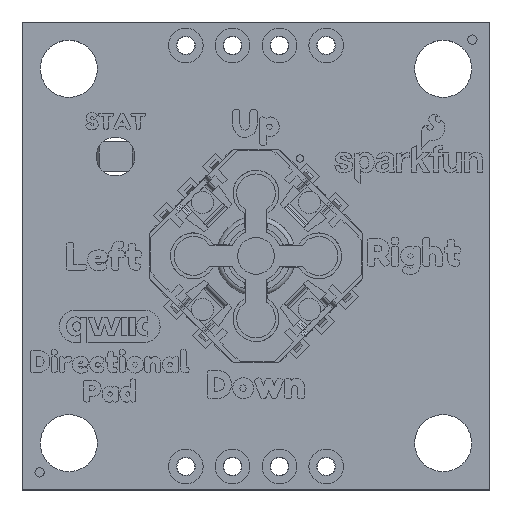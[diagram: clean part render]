
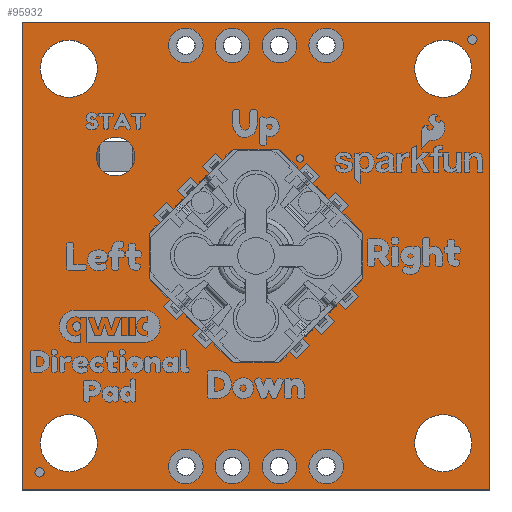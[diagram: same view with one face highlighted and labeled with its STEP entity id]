
A CAD part, top view. The second image highlights one B-rep face of the part: STEP entity #95932.
In plain terms, the highlighted planar face has unit normal (0, 0, 1).
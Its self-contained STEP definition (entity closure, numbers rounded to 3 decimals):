
#95677 = VERTEX_POINT('',#95678);
#95678 = CARTESIAN_POINT('',(25.4,0.,1.51));
#95684 = EDGE_CURVE('',#95677,#95685,#95687,.T.);
#95685 = VERTEX_POINT('',#95686);
#95686 = CARTESIAN_POINT('',(0.,0.,1.51));
#95687 = LINE('',#95688,#95689);
#95688 = CARTESIAN_POINT('',(25.4,0.,1.51));
#95689 = VECTOR('',#95690,1.);
#95690 = DIRECTION('',(-1.,0.,0.));
#95717 = VERTEX_POINT('',#95718);
#95718 = CARTESIAN_POINT('',(25.4,25.4,1.51));
#95724 = EDGE_CURVE('',#95717,#95677,#95725,.T.);
#95725 = LINE('',#95726,#95727);
#95726 = CARTESIAN_POINT('',(25.4,25.4,1.51));
#95727 = VECTOR('',#95728,1.);
#95728 = DIRECTION('',(0.,-1.,0.));
#95746 = EDGE_CURVE('',#95685,#95747,#95749,.T.);
#95747 = VERTEX_POINT('',#95748);
#95748 = CARTESIAN_POINT('',(0.,25.4,1.51));
#95749 = LINE('',#95750,#95751);
#95750 = CARTESIAN_POINT('',(0.,0.,1.51));
#95751 = VECTOR('',#95752,1.);
#95752 = DIRECTION('',(0.,1.,0.));
#95932 = ADVANCED_FACE('',(#95933,#95944,#95955,#95966,#95977,#95988,
    #95999,#96010,#96021,#96032,#96043,#96054,#96065,#96076),#96087,.T.
  );
#95933 = FACE_BOUND('',#95934,.T.);
#95934 = EDGE_LOOP('',(#95935,#95936,#95937,#95943));
#95935 = ORIENTED_EDGE('',*,*,#95684,.F.);
#95936 = ORIENTED_EDGE('',*,*,#95724,.F.);
#95937 = ORIENTED_EDGE('',*,*,#95938,.F.);
#95938 = EDGE_CURVE('',#95747,#95717,#95939,.T.);
#95939 = LINE('',#95940,#95941);
#95940 = CARTESIAN_POINT('',(0.,25.4,1.51));
#95941 = VECTOR('',#95942,1.);
#95942 = DIRECTION('',(1.,0.,0.));
#95943 = ORIENTED_EDGE('',*,*,#95746,.F.);
#95944 = FACE_BOUND('',#95945,.T.);
#95945 = EDGE_LOOP('',(#95946));
#95946 = ORIENTED_EDGE('',*,*,#95947,.T.);
#95947 = EDGE_CURVE('',#95948,#95948,#95950,.T.);
#95948 = VERTEX_POINT('',#95949);
#95949 = CARTESIAN_POINT('',(2.54,0.99,1.51));
#95950 = CIRCLE('',#95951,1.55);
#95951 = AXIS2_PLACEMENT_3D('',#95952,#95953,#95954);
#95952 = CARTESIAN_POINT('',(2.54,2.54,1.51));
#95953 = DIRECTION('',(-0.,0.,-1.));
#95954 = DIRECTION('',(-0.,-1.,0.));
#95955 = FACE_BOUND('',#95956,.T.);
#95956 = EDGE_LOOP('',(#95957));
#95957 = ORIENTED_EDGE('',*,*,#95958,.T.);
#95958 = EDGE_CURVE('',#95959,#95959,#95961,.T.);
#95959 = VERTEX_POINT('',#95960);
#95960 = CARTESIAN_POINT('',(8.89,0.762,1.51));
#95961 = CIRCLE('',#95962,0.508);
#95962 = AXIS2_PLACEMENT_3D('',#95963,#95964,#95965);
#95963 = CARTESIAN_POINT('',(8.89,1.27,1.51));
#95964 = DIRECTION('',(-0.,0.,-1.));
#95965 = DIRECTION('',(-0.,-1.,0.));
#95966 = FACE_BOUND('',#95967,.T.);
#95967 = EDGE_LOOP('',(#95968));
#95968 = ORIENTED_EDGE('',*,*,#95969,.T.);
#95969 = EDGE_CURVE('',#95970,#95970,#95972,.T.);
#95970 = VERTEX_POINT('',#95971);
#95971 = CARTESIAN_POINT('',(11.43,0.762,1.51));
#95972 = CIRCLE('',#95973,0.508);
#95973 = AXIS2_PLACEMENT_3D('',#95974,#95975,#95976);
#95974 = CARTESIAN_POINT('',(11.43,1.27,1.51));
#95975 = DIRECTION('',(-0.,0.,-1.));
#95976 = DIRECTION('',(-0.,-1.,0.));
#95977 = FACE_BOUND('',#95978,.T.);
#95978 = EDGE_LOOP('',(#95979));
#95979 = ORIENTED_EDGE('',*,*,#95980,.T.);
#95980 = EDGE_CURVE('',#95981,#95981,#95983,.T.);
#95981 = VERTEX_POINT('',#95982);
#95982 = CARTESIAN_POINT('',(13.97,0.762,1.51));
#95983 = CIRCLE('',#95984,0.508);
#95984 = AXIS2_PLACEMENT_3D('',#95985,#95986,#95987);
#95985 = CARTESIAN_POINT('',(13.97,1.27,1.51));
#95986 = DIRECTION('',(-0.,0.,-1.));
#95987 = DIRECTION('',(0.,-1.,-0.));
#95988 = FACE_BOUND('',#95989,.T.);
#95989 = EDGE_LOOP('',(#95990));
#95990 = ORIENTED_EDGE('',*,*,#95991,.T.);
#95991 = EDGE_CURVE('',#95992,#95992,#95994,.T.);
#95992 = VERTEX_POINT('',#95993);
#95993 = CARTESIAN_POINT('',(16.51,0.762,1.51));
#95994 = CIRCLE('',#95995,0.508);
#95995 = AXIS2_PLACEMENT_3D('',#95996,#95997,#95998);
#95996 = CARTESIAN_POINT('',(16.51,1.27,1.51));
#95997 = DIRECTION('',(-0.,0.,-1.));
#95998 = DIRECTION('',(0.,-1.,-0.));
#95999 = FACE_BOUND('',#96000,.T.);
#96000 = EDGE_LOOP('',(#96001));
#96001 = ORIENTED_EDGE('',*,*,#96002,.T.);
#96002 = EDGE_CURVE('',#96003,#96003,#96005,.T.);
#96003 = VERTEX_POINT('',#96004);
#96004 = CARTESIAN_POINT('',(22.86,0.99,1.51));
#96005 = CIRCLE('',#96006,1.55);
#96006 = AXIS2_PLACEMENT_3D('',#96007,#96008,#96009);
#96007 = CARTESIAN_POINT('',(22.86,2.54,1.51));
#96008 = DIRECTION('',(-0.,0.,-1.));
#96009 = DIRECTION('',(-0.,-1.,0.));
#96010 = FACE_BOUND('',#96011,.T.);
#96011 = EDGE_LOOP('',(#96012));
#96012 = ORIENTED_EDGE('',*,*,#96013,.T.);
#96013 = EDGE_CURVE('',#96014,#96014,#96016,.T.);
#96014 = VERTEX_POINT('',#96015);
#96015 = CARTESIAN_POINT('',(5.08,17.048,1.51));
#96016 = CIRCLE('',#96017,1.05);
#96017 = AXIS2_PLACEMENT_3D('',#96018,#96019,#96020);
#96018 = CARTESIAN_POINT('',(5.08,18.098,1.51));
#96019 = DIRECTION('',(-0.,0.,-1.));
#96020 = DIRECTION('',(-0.,-1.,0.));
#96021 = FACE_BOUND('',#96022,.T.);
#96022 = EDGE_LOOP('',(#96023));
#96023 = ORIENTED_EDGE('',*,*,#96024,.T.);
#96024 = EDGE_CURVE('',#96025,#96025,#96027,.T.);
#96025 = VERTEX_POINT('',#96026);
#96026 = CARTESIAN_POINT('',(2.54,21.31,1.51));
#96027 = CIRCLE('',#96028,1.55);
#96028 = AXIS2_PLACEMENT_3D('',#96029,#96030,#96031);
#96029 = CARTESIAN_POINT('',(2.54,22.86,1.51));
#96030 = DIRECTION('',(-0.,0.,-1.));
#96031 = DIRECTION('',(-0.,-1.,0.));
#96032 = FACE_BOUND('',#96033,.T.);
#96033 = EDGE_LOOP('',(#96034));
#96034 = ORIENTED_EDGE('',*,*,#96035,.T.);
#96035 = EDGE_CURVE('',#96036,#96036,#96038,.T.);
#96036 = VERTEX_POINT('',#96037);
#96037 = CARTESIAN_POINT('',(8.89,23.622,1.51));
#96038 = CIRCLE('',#96039,0.508);
#96039 = AXIS2_PLACEMENT_3D('',#96040,#96041,#96042);
#96040 = CARTESIAN_POINT('',(8.89,24.13,1.51));
#96041 = DIRECTION('',(-0.,0.,-1.));
#96042 = DIRECTION('',(-0.,-1.,0.));
#96043 = FACE_BOUND('',#96044,.T.);
#96044 = EDGE_LOOP('',(#96045));
#96045 = ORIENTED_EDGE('',*,*,#96046,.T.);
#96046 = EDGE_CURVE('',#96047,#96047,#96049,.T.);
#96047 = VERTEX_POINT('',#96048);
#96048 = CARTESIAN_POINT('',(11.43,23.622,1.51));
#96049 = CIRCLE('',#96050,0.508);
#96050 = AXIS2_PLACEMENT_3D('',#96051,#96052,#96053);
#96051 = CARTESIAN_POINT('',(11.43,24.13,1.51));
#96052 = DIRECTION('',(-0.,0.,-1.));
#96053 = DIRECTION('',(-0.,-1.,0.));
#96054 = FACE_BOUND('',#96055,.T.);
#96055 = EDGE_LOOP('',(#96056));
#96056 = ORIENTED_EDGE('',*,*,#96057,.T.);
#96057 = EDGE_CURVE('',#96058,#96058,#96060,.T.);
#96058 = VERTEX_POINT('',#96059);
#96059 = CARTESIAN_POINT('',(13.97,23.622,1.51));
#96060 = CIRCLE('',#96061,0.508);
#96061 = AXIS2_PLACEMENT_3D('',#96062,#96063,#96064);
#96062 = CARTESIAN_POINT('',(13.97,24.13,1.51));
#96063 = DIRECTION('',(-0.,0.,-1.));
#96064 = DIRECTION('',(0.,-1.,-0.));
#96065 = FACE_BOUND('',#96066,.T.);
#96066 = EDGE_LOOP('',(#96067));
#96067 = ORIENTED_EDGE('',*,*,#96068,.T.);
#96068 = EDGE_CURVE('',#96069,#96069,#96071,.T.);
#96069 = VERTEX_POINT('',#96070);
#96070 = CARTESIAN_POINT('',(16.51,23.622,1.51));
#96071 = CIRCLE('',#96072,0.508);
#96072 = AXIS2_PLACEMENT_3D('',#96073,#96074,#96075);
#96073 = CARTESIAN_POINT('',(16.51,24.13,1.51));
#96074 = DIRECTION('',(-0.,0.,-1.));
#96075 = DIRECTION('',(0.,-1.,-0.));
#96076 = FACE_BOUND('',#96077,.T.);
#96077 = EDGE_LOOP('',(#96078));
#96078 = ORIENTED_EDGE('',*,*,#96079,.T.);
#96079 = EDGE_CURVE('',#96080,#96080,#96082,.T.);
#96080 = VERTEX_POINT('',#96081);
#96081 = CARTESIAN_POINT('',(22.86,21.31,1.51));
#96082 = CIRCLE('',#96083,1.55);
#96083 = AXIS2_PLACEMENT_3D('',#96084,#96085,#96086);
#96084 = CARTESIAN_POINT('',(22.86,22.86,1.51));
#96085 = DIRECTION('',(-0.,0.,-1.));
#96086 = DIRECTION('',(-0.,-1.,0.));
#96087 = PLANE('',#96088);
#96088 = AXIS2_PLACEMENT_3D('',#96089,#96090,#96091);
#96089 = CARTESIAN_POINT('',(0.,0.,1.51));
#96090 = DIRECTION('',(0.,0.,1.));
#96091 = DIRECTION('',(1.,0.,-0.));
